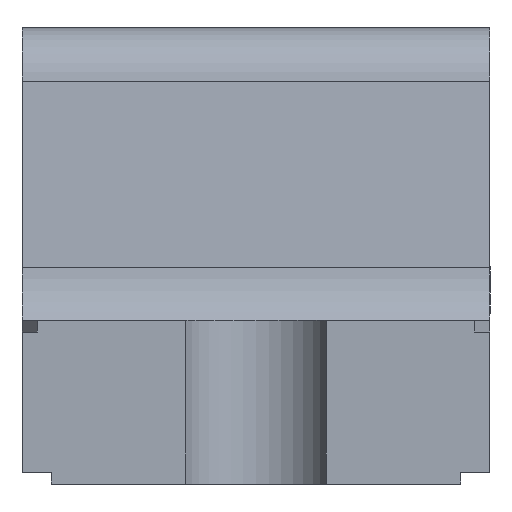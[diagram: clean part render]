
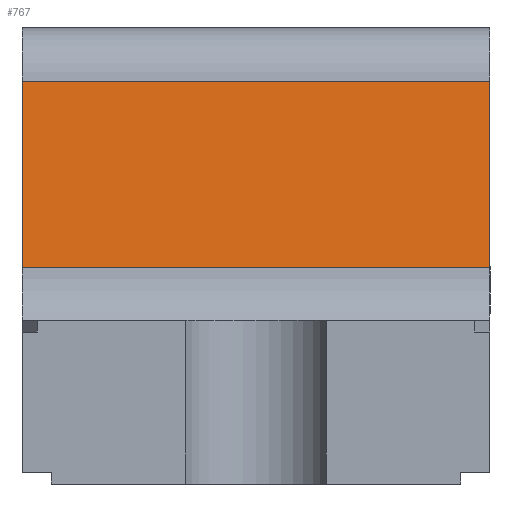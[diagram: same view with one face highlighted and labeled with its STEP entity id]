
A CAD part, front view. The second image highlights one B-rep face of the part: STEP entity #767.
In plain terms, the highlighted planar face has unit normal (0, -0.996, 0.087).
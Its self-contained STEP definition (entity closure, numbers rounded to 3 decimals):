
#32=FACE_OUTER_BOUND('',#70,.T.);
#70=EDGE_LOOP('',(#480,#481,#482,#483));
#108=LINE('',#1059,#204);
#109=LINE('',#1061,#205);
#110=LINE('',#1063,#206);
#111=LINE('',#1064,#207);
#204=VECTOR('',#861,0.32);
#205=VECTOR('',#862,0.8);
#206=VECTOR('',#863,0.32);
#207=VECTOR('',#864,0.8);
#300=VERTEX_POINT('',#1057);
#301=VERTEX_POINT('',#1058);
#302=VERTEX_POINT('',#1060);
#303=VERTEX_POINT('',#1062);
#372=EDGE_CURVE('',#300,#301,#108,.T.);
#373=EDGE_CURVE('',#301,#302,#109,.T.);
#374=EDGE_CURVE('',#302,#303,#110,.T.);
#375=EDGE_CURVE('',#300,#303,#111,.T.);
#480=ORIENTED_EDGE('',*,*,#372,.T.);
#481=ORIENTED_EDGE('',*,*,#373,.T.);
#482=ORIENTED_EDGE('',*,*,#374,.T.);
#483=ORIENTED_EDGE('',*,*,#375,.F.);
#696=PLANE('',#807);
#767=ADVANCED_FACE('',(#32),#696,.T.);
#807=AXIS2_PLACEMENT_3D('',#1056,#859,#860);
#859=DIRECTION('center_axis',(0.,-0.996,0.087));
#860=DIRECTION('ref_axis',(0.,-0.087,-0.996));
#861=DIRECTION('',(0.,-0.087,-0.996));
#862=DIRECTION('',(1.,0.,0.));
#863=DIRECTION('',(0.,0.087,0.996));
#864=DIRECTION('',(1.,0.,0.));
#1056=CARTESIAN_POINT('Origin',(-0.4,0.324,0.27));
#1057=CARTESIAN_POINT('',(-0.4,0.338,0.429));
#1058=CARTESIAN_POINT('',(-0.4,0.31,0.11));
#1059=CARTESIAN_POINT('',(-0.4,0.338,0.429));
#1060=CARTESIAN_POINT('',(0.4,0.31,0.11));
#1061=CARTESIAN_POINT('',(-0.4,0.31,0.11));
#1062=CARTESIAN_POINT('',(0.4,0.338,0.429));
#1063=CARTESIAN_POINT('',(0.4,0.31,0.11));
#1064=CARTESIAN_POINT('',(-0.4,0.338,0.429));
